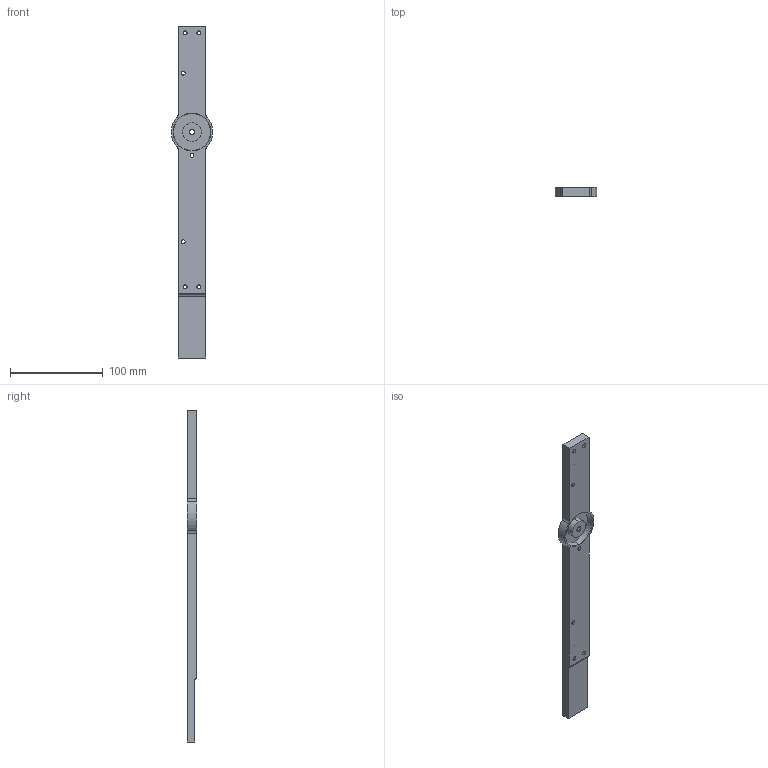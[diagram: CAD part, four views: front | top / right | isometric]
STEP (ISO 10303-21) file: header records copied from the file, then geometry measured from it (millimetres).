
FILE_DESCRIPTION (( 'STEP AP203' ), '1' );
FILE_NAME ('TIT-002-A-Chassis-roue-motrice.STEP', '2022-05-25T11:53:40', ( '' ), ( '' ), 'SwSTEP 2.0', 'SolidWorks 2016', '' );
FILE_SCHEMA (( 'CONFIG_CONTROL_DESIGN' ));
Length unit declared in the file: millimetre
Products named in the file (1): TIT-002-A-Chassis-roue-motrice
Bounding box: 44.84 x 10 x 358.88 mm (x, y, z)
Volume: 97767.7 mm3; surface area: 32545.3 mm2
Topology: 1 solids, 1 shells, 92 faces, 222 edges, 128 vertices
Faces by surface type: cone 42, cylinder 39, plane 11
Entity records: 2703 total; most frequent: DIRECTION 504, CARTESIAN_POINT 431, ORIENTED_EDGE 420, EDGE_CURVE 210, AXIS2_PLACEMENT_3D 201, VERTEX_POINT 128, EDGE_LOOP 116, CIRCLE 108
